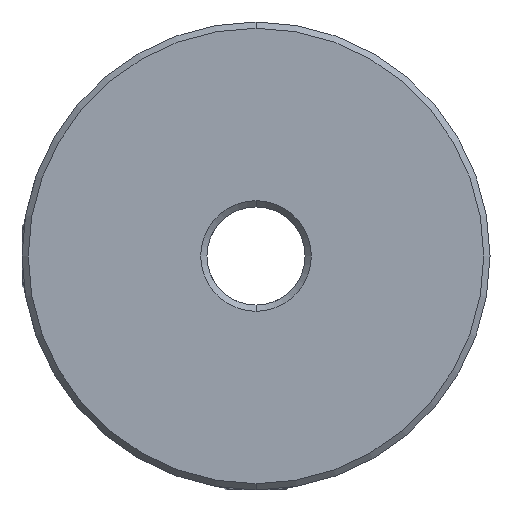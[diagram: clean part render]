
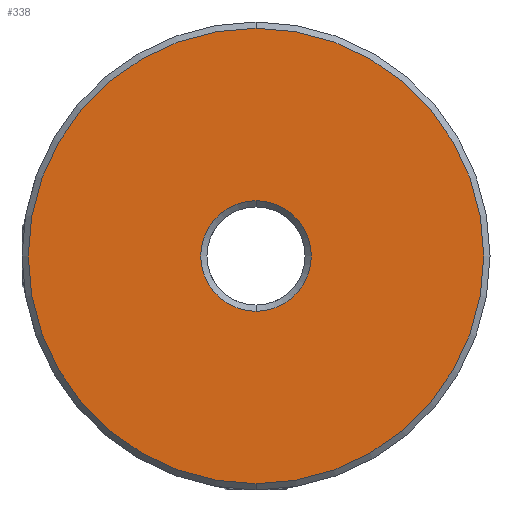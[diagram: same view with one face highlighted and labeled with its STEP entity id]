
A CAD part, left-side view. The second image highlights one B-rep face of the part: STEP entity #338.
In plain terms, the highlighted planar face has unit normal (-1, 0, 0).
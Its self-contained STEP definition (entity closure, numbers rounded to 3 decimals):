
#52 = VERTEX_POINT ( 'NONE', #209 ) ;
#53 = VERTEX_POINT ( 'NONE', #210 ) ;
#54 = VERTEX_POINT ( 'NONE', #211 ) ;
#55 = VERTEX_POINT ( 'NONE', #212 ) ;
#209 = CARTESIAN_POINT ( 'NONE',  ( -14.3, 0., -3.381 ) ) ;
#210 = CARTESIAN_POINT ( 'NONE',  ( -14.3, 0., 3.381 ) ) ;
#211 = CARTESIAN_POINT ( 'NONE',  ( -14.3, 0., 13.919 ) ) ;
#212 = CARTESIAN_POINT ( 'NONE',  ( -14.3, 0., -13.919 ) ) ;
#338 = ADVANCED_FACE ( 'NONE', ( #1266, #1256 ), #1406, .F. ) ;
#442 = EDGE_CURVE ( 'NONE', #55, #54, #2123, .T. ) ;
#443 = EDGE_CURVE ( 'NONE', #52, #53, #2125, .T. ) ;
#592 = AXIS2_PLACEMENT_3D ( 'NONE', #1412, #1420, #1421 ) ;
#668 = AXIS2_PLACEMENT_3D ( 'NONE', #2077, #2078, #2079 ) ;
#673 = AXIS2_PLACEMENT_3D ( 'NONE', #2080, #2081, #2082 ) ;
#730 = EDGE_LOOP ( 'NONE', ( #891, #892 ) ) ;
#746 = EDGE_LOOP ( 'NONE', ( #893, #894 ) ) ;
#891 = ORIENTED_EDGE ( 'NONE', *, *, #442, .T. ) ;
#892 = ORIENTED_EDGE ( 'NONE', *, *, #3264, .T. ) ;
#893 = ORIENTED_EDGE ( 'NONE', *, *, #3255, .T. ) ;
#894 = ORIENTED_EDGE ( 'NONE', *, *, #443, .T. ) ;
#1256 = FACE_BOUND ( 'NONE', #746, .T. ) ;
#1266 = FACE_OUTER_BOUND ( 'NONE', #730, .T. ) ;
#1383 = CIRCLE ( 'NONE', #3166, 13.919 ) ;
#1406 = PLANE ( 'NONE',  #592 ) ;
#1412 = CARTESIAN_POINT ( 'NONE',  ( -14.3, 0., 0. ) ) ;
#1420 = DIRECTION ( 'NONE',  ( 1., 0., 0. ) ) ;
#1421 = DIRECTION ( 'NONE',  ( 0., 0., -1. ) ) ;
#2077 = CARTESIAN_POINT ( 'NONE',  ( -14.3, 0., 0. ) ) ;
#2078 = DIRECTION ( 'NONE',  ( -1., 0., 0. ) ) ;
#2079 = DIRECTION ( 'NONE',  ( 0., 0., -1. ) ) ;
#2080 = CARTESIAN_POINT ( 'NONE',  ( -14.3, 0., 0. ) ) ;
#2081 = DIRECTION ( 'NONE',  ( 1., 0., 0. ) ) ;
#2082 = DIRECTION ( 'NONE',  ( 0., 0., -1. ) ) ;
#2123 = CIRCLE ( 'NONE', #668, 13.919 ) ;
#2125 = CIRCLE ( 'NONE', #673, 3.381 ) ;
#2370 = CIRCLE ( 'NONE', #3163, 3.381 ) ;
#2792 = CARTESIAN_POINT ( 'NONE',  ( -14.3, 0., 0. ) ) ;
#2793 = DIRECTION ( 'NONE',  ( 1., 0., 0. ) ) ;
#2794 = DIRECTION ( 'NONE',  ( 0., 0., -1. ) ) ;
#2841 = CARTESIAN_POINT ( 'NONE',  ( -14.3, 0., 0. ) ) ;
#2842 = DIRECTION ( 'NONE',  ( -1., 0., 0. ) ) ;
#2843 = DIRECTION ( 'NONE',  ( 0., 0., -1. ) ) ;
#3163 = AXIS2_PLACEMENT_3D ( 'NONE', #2792, #2793, #2794 ) ;
#3166 = AXIS2_PLACEMENT_3D ( 'NONE', #2841, #2842, #2843 ) ;
#3255 = EDGE_CURVE ( 'NONE', #53, #52, #2370, .T. ) ;
#3264 = EDGE_CURVE ( 'NONE', #54, #55, #1383, .T. ) ;
